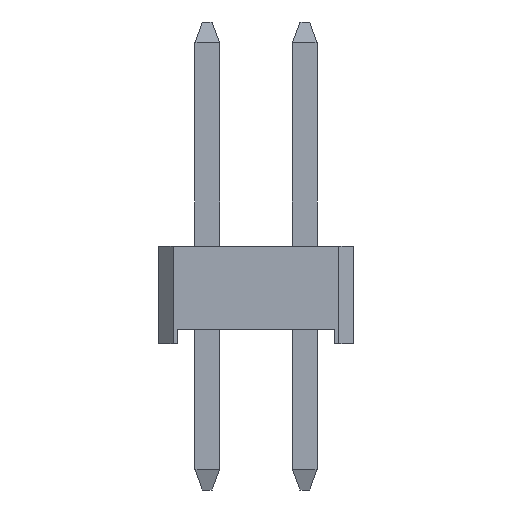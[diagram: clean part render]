
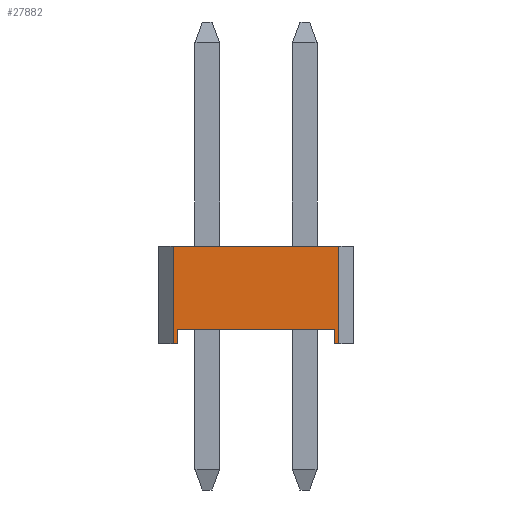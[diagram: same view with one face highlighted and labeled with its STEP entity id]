
A CAD part, left-side view. The second image highlights one B-rep face of the part: STEP entity #27882.
In plain terms, the highlighted planar face has unit normal (-1, 0, 0).
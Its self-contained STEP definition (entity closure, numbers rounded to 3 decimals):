
#553 = VERTEX_POINT ( 'NONE', #35521 ) ;
#2184 = CARTESIAN_POINT ( 'NONE',  ( -1.27, 3.302, 0.381 ) ) ;
#2185 = DIRECTION ( 'NONE',  ( 0., 0., -1. ) ) ;
#2617 = LINE ( 'NONE', #2184, #2620 ) ;
#2620 = VECTOR ( 'NONE', #2185, 1000. ) ;
#3946 = CARTESIAN_POINT ( 'NONE',  ( -1.27, -0.889, 0. ) ) ;
#3952 = CARTESIAN_POINT ( 'NONE',  ( -1.27, 3.429, 0. ) ) ;
#3953 = CARTESIAN_POINT ( 'NONE',  ( -1.27, 3.302, 0. ) ) ;
#5005 = EDGE_CURVE ( 'NONE', #29070, #553, #7698, .T. ) ;
#5006 = EDGE_CURVE ( 'NONE', #28791, #18740, #7694, .T. ) ;
#5007 = EDGE_CURVE ( 'NONE', #28790, #18746, #7700, .T. ) ;
#5040 = EDGE_CURVE ( 'NONE', #553, #18740, #7768, .T. ) ;
#5043 = EDGE_CURVE ( 'NONE', #18746, #18747, #7766, .T. ) ;
#5252 = EDGE_CURVE ( 'NONE', #29064, #29070, #8192, .T. ) ;
#5502 = EDGE_CURVE ( 'NONE', #28790, #28791, #15469, .T. ) ;
#6493 = DIRECTION ( 'NONE',  ( 0., -1., 0. ) ) ;
#6496 = CARTESIAN_POINT ( 'NONE',  ( -1.27, 3.302, 0.381 ) ) ;
#7694 = LINE ( 'NONE', #35299, #7703 ) ;
#7698 = LINE ( 'NONE', #35293, #7701 ) ;
#7700 = LINE ( 'NONE', #35297, #7705 ) ;
#7701 = VECTOR ( 'NONE', #35291, 1000. ) ;
#7703 = VECTOR ( 'NONE', #35290, 1000. ) ;
#7705 = VECTOR ( 'NONE', #35288, 1000. ) ;
#7766 = LINE ( 'NONE', #35222, #7777 ) ;
#7768 = LINE ( 'NONE', #35218, #7771 ) ;
#7771 = VECTOR ( 'NONE', #35217, 1000. ) ;
#7777 = VECTOR ( 'NONE', #35210, 1000. ) ;
#8192 = LINE ( 'NONE', #6496, #8195 ) ;
#8195 = VECTOR ( 'NONE', #6493, 1000. ) ;
#11002 = CARTESIAN_POINT ( 'NONE',  ( -1.27, 3.429, 2.54 ) ) ;
#11003 = CARTESIAN_POINT ( 'NONE',  ( -1.27, -0.889, 2.54 ) ) ;
#11276 = CARTESIAN_POINT ( 'NONE',  ( -1.27, 3.302, 0.381 ) ) ;
#11282 = CARTESIAN_POINT ( 'NONE',  ( -1.27, -0.762, 0.381 ) ) ;
#11947 = EDGE_CURVE ( 'NONE', #29064, #18747, #2617, .T. ) ;
#15469 = LINE ( 'NONE', #35007, #15472 ) ;
#15472 = VECTOR ( 'NONE', #35005, 1000. ) ;
#18740 = VERTEX_POINT ( 'NONE', #3946 ) ;
#18746 = VERTEX_POINT ( 'NONE', #3952 ) ;
#18747 = VERTEX_POINT ( 'NONE', #3953 ) ;
#19320 = ORIENTED_EDGE ( 'NONE', *, *, #5006, .F. ) ;
#19326 = ORIENTED_EDGE ( 'NONE', *, *, #5007, .T. ) ;
#21357 = AXIS2_PLACEMENT_3D ( 'NONE', #22552, #22553, #22554 ) ;
#22533 = PLANE ( 'NONE',  #21357 ) ;
#22552 = CARTESIAN_POINT ( 'NONE',  ( -1.27, 3.429, 2.54 ) ) ;
#22553 = DIRECTION ( 'NONE',  ( 1., 0., 0. ) ) ;
#22554 = DIRECTION ( 'NONE',  ( 0., 1., 0. ) ) ;
#23881 = FACE_OUTER_BOUND ( 'NONE', #28540, .T. ) ;
#27882 = ADVANCED_FACE ( 'NONE', ( #23881 ), #22533, .F. ) ;
#28540 = EDGE_LOOP ( 'NONE', ( #30672, #30712, #19320, #30662, #19326, #29321, #29362, #30714 ) ) ;
#28790 = VERTEX_POINT ( 'NONE', #11002 ) ;
#28791 = VERTEX_POINT ( 'NONE', #11003 ) ;
#29064 = VERTEX_POINT ( 'NONE', #11276 ) ;
#29070 = VERTEX_POINT ( 'NONE', #11282 ) ;
#29321 = ORIENTED_EDGE ( 'NONE', *, *, #5043, .T. ) ;
#29362 = ORIENTED_EDGE ( 'NONE', *, *, #11947, .F. ) ;
#30662 = ORIENTED_EDGE ( 'NONE', *, *, #5502, .F. ) ;
#30672 = ORIENTED_EDGE ( 'NONE', *, *, #5005, .T. ) ;
#30712 = ORIENTED_EDGE ( 'NONE', *, *, #5040, .T. ) ;
#30714 = ORIENTED_EDGE ( 'NONE', *, *, #5252, .T. ) ;
#35005 = DIRECTION ( 'NONE',  ( 0., -1., 0. ) ) ;
#35007 = CARTESIAN_POINT ( 'NONE',  ( -1.27, 3.429, 2.54 ) ) ;
#35210 = DIRECTION ( 'NONE',  ( 0., -1., 0. ) ) ;
#35217 = DIRECTION ( 'NONE',  ( 0., -1., 0. ) ) ;
#35218 = CARTESIAN_POINT ( 'NONE',  ( -1.27, 3.429, 0. ) ) ;
#35222 = CARTESIAN_POINT ( 'NONE',  ( -1.27, 3.429, 0. ) ) ;
#35288 = DIRECTION ( 'NONE',  ( 0., 0., -1. ) ) ;
#35290 = DIRECTION ( 'NONE',  ( 0., 0., -1. ) ) ;
#35291 = DIRECTION ( 'NONE',  ( 0., 0., -1. ) ) ;
#35293 = CARTESIAN_POINT ( 'NONE',  ( -1.27, -0.762, 0.381 ) ) ;
#35297 = CARTESIAN_POINT ( 'NONE',  ( -1.27, 3.429, 2.54 ) ) ;
#35299 = CARTESIAN_POINT ( 'NONE',  ( -1.27, -0.889, 2.54 ) ) ;
#35521 = CARTESIAN_POINT ( 'NONE',  ( -1.27, -0.762, 0. ) ) ;
